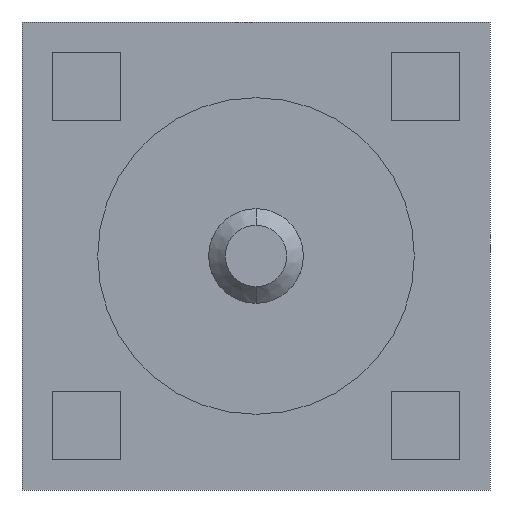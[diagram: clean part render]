
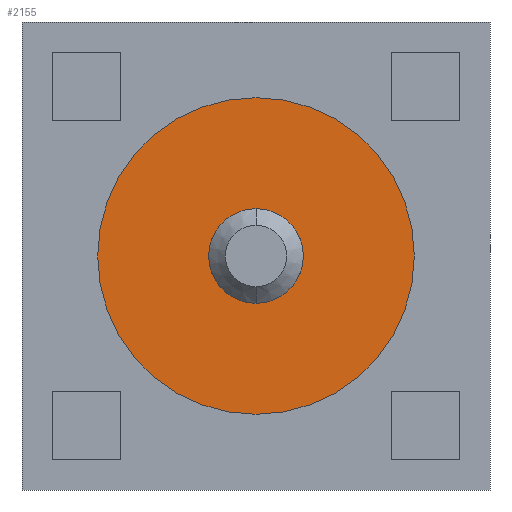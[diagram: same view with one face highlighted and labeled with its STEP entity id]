
A CAD part, front view. The second image highlights one B-rep face of the part: STEP entity #2155.
In plain terms, the highlighted planar face has unit normal (0, -1, 0).
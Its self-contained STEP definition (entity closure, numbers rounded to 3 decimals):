
#15 = CARTESIAN_POINT ( 'NONE',  ( 1.755, 0., -1.755 ) ) ;
#143 = FACE_OUTER_BOUND ( 'NONE', #450, .T. ) ;
#291 = CARTESIAN_POINT ( 'NONE',  ( 1.755, 0., -1.755 ) ) ;
#403 = VERTEX_POINT ( 'NONE', #1132 ) ;
#406 = CIRCLE ( 'NONE', #788, 1.188 ) ;
#434 = CARTESIAN_POINT ( 'NONE',  ( 1.755, 0., -2.942 ) ) ;
#438 = EDGE_CURVE ( 'NONE', #592, #2194, #1158, .T. ) ;
#450 = EDGE_LOOP ( 'NONE', ( #2015, #1429 ) ) ;
#469 = DIRECTION ( 'NONE',  ( 0., 0., -1. ) ) ;
#565 = EDGE_LOOP ( 'NONE', ( #1822, #769 ) ) ;
#592 = VERTEX_POINT ( 'NONE', #680 ) ;
#680 = CARTESIAN_POINT ( 'NONE',  ( 1.755, 0., -0.567 ) ) ;
#769 = ORIENTED_EDGE ( 'NONE', *, *, #1273, .F. ) ;
#788 = AXIS2_PLACEMENT_3D ( 'NONE', #1878, #872, #2047 ) ;
#791 = DIRECTION ( 'NONE',  ( 0., -1., 0. ) ) ;
#872 = DIRECTION ( 'NONE',  ( 0., -1., 0. ) ) ;
#971 = CARTESIAN_POINT ( 'NONE',  ( 1.755, 0., -1.755 ) ) ;
#1132 = CARTESIAN_POINT ( 'NONE',  ( 1.755, 0., -2.11 ) ) ;
#1140 = DIRECTION ( 'NONE',  ( 0., 0., -1. ) ) ;
#1144 = PLANE ( 'NONE',  #1451 ) ;
#1158 = CIRCLE ( 'NONE', #1916, 1.188 ) ;
#1199 = AXIS2_PLACEMENT_3D ( 'NONE', #291, #1498, #469 ) ;
#1220 = DIRECTION ( 'NONE',  ( 0., -1., 0. ) ) ;
#1273 = EDGE_CURVE ( 'NONE', #403, #1777, #1355, .T. ) ;
#1322 = DIRECTION ( 'NONE',  ( 0., 0., -1. ) ) ;
#1355 = CIRCLE ( 'NONE', #1785, 0.355 ) ;
#1429 = ORIENTED_EDGE ( 'NONE', *, *, #1678, .T. ) ;
#1451 = AXIS2_PLACEMENT_3D ( 'NONE', #1968, #791, #1322 ) ;
#1459 = FACE_BOUND ( 'NONE', #565, .T. ) ;
#1498 = DIRECTION ( 'NONE',  ( 0., -1., 0. ) ) ;
#1500 = EDGE_CURVE ( 'NONE', #1777, #403, #1660, .T. ) ;
#1660 = CIRCLE ( 'NONE', #1199, 0.355 ) ;
#1678 = EDGE_CURVE ( 'NONE', #2194, #592, #406, .T. ) ;
#1777 = VERTEX_POINT ( 'NONE', #2066 ) ;
#1785 = AXIS2_PLACEMENT_3D ( 'NONE', #15, #1220, #1969 ) ;
#1822 = ORIENTED_EDGE ( 'NONE', *, *, #1500, .F. ) ;
#1878 = CARTESIAN_POINT ( 'NONE',  ( 1.755, 0., -1.755 ) ) ;
#1916 = AXIS2_PLACEMENT_3D ( 'NONE', #971, #2135, #1140 ) ;
#1968 = CARTESIAN_POINT ( 'NONE',  ( 0., 0., 0. ) ) ;
#1969 = DIRECTION ( 'NONE',  ( 0., 0., -1. ) ) ;
#2015 = ORIENTED_EDGE ( 'NONE', *, *, #438, .T. ) ;
#2047 = DIRECTION ( 'NONE',  ( 0., 0., -1. ) ) ;
#2066 = CARTESIAN_POINT ( 'NONE',  ( 1.755, 0., -1.4 ) ) ;
#2135 = DIRECTION ( 'NONE',  ( 0., -1., 0. ) ) ;
#2155 = ADVANCED_FACE ( 'NONE', ( #1459, #143 ), #1144, .T. ) ;
#2194 = VERTEX_POINT ( 'NONE', #434 ) ;
